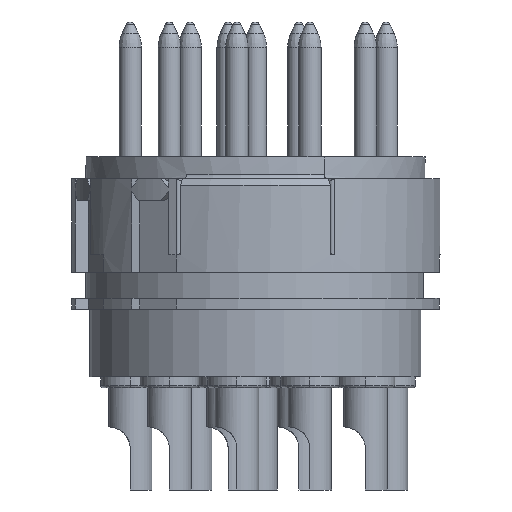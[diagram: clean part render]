
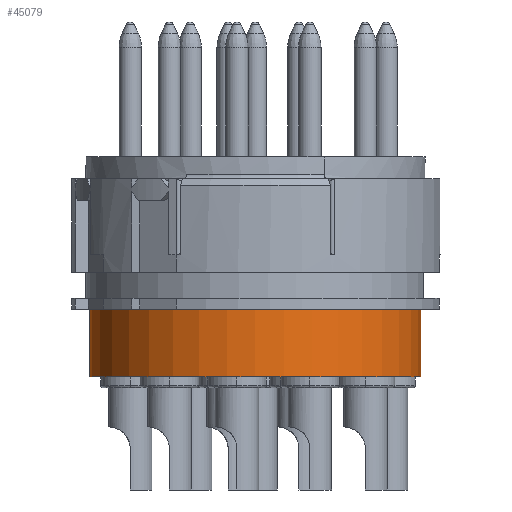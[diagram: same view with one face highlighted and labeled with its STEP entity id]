
A CAD part, left-side view. The second image highlights one B-rep face of the part: STEP entity #45079.
In plain terms, the highlighted cylindrical face has radius 7.6 mm (diameter 15.2 mm), a partial arc.
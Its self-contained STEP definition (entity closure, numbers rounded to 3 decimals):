
#10527=CARTESIAN_POINT('',(0.,0.,-2.5));
#10528=DIRECTION('',(0.,0.,-1.));
#10529=DIRECTION('',(0.,-1.,0.));
#10530=AXIS2_PLACEMENT_3D('',#10527,#10528,#10529);
#10532=DIRECTION('',(0.,0.,-1.));
#10533=VECTOR('',#10532,3.1);
#10534=CARTESIAN_POINT('',(0.,-7.6,-2.5));
#10535=LINE('',#10534,#10533);
#10536=DIRECTION('',(0.,0.,-1.));
#10537=VECTOR('',#10536,3.1);
#10538=CARTESIAN_POINT('',(0.,7.6,-2.5));
#10539=LINE('',#10538,#10537);
#10545=CARTESIAN_POINT('',(0.,0.,-5.6));
#10546=DIRECTION('',(0.,0.,-1.));
#10547=DIRECTION('',(0.,-1.,0.));
#10548=AXIS2_PLACEMENT_3D('',#10545,#10546,#10547);
#22289=CARTESIAN_POINT('',(0.,-7.6,-2.5));
#22290=CARTESIAN_POINT('',(0.,-7.6,-5.6));
#22291=VERTEX_POINT('',#22289);
#22292=VERTEX_POINT('',#22290);
#22293=CARTESIAN_POINT('',(0.,7.6,-2.5));
#22294=CARTESIAN_POINT('',(0.,7.6,-5.6));
#22295=VERTEX_POINT('',#22293);
#22296=VERTEX_POINT('',#22294);
#45065=CARTESIAN_POINT('',(0.,0.,-6.08));
#45066=DIRECTION('',(0.,0.,1.));
#45067=DIRECTION('',(0.,1.,0.));
#45068=AXIS2_PLACEMENT_3D('',#45065,#45066,#45067);
#45069=CYLINDRICAL_SURFACE('',#45068,7.6);
#45070=ORIENTED_EDGE('',*,*,#29334,.F.);
#45072=ORIENTED_EDGE('',*,*,#45071,.T.);
#45074=ORIENTED_EDGE('',*,*,#45073,.T.);
#45076=ORIENTED_EDGE('',*,*,#45075,.F.);
#45077=EDGE_LOOP('',(#45070,#45072,#45074,#45076));
#45078=FACE_OUTER_BOUND('',#45077,.F.);
#10531=CIRCLE('',#10530,7.6);
#10549=CIRCLE('',#10548,7.6);
#29334=EDGE_CURVE('',#22291,#22295,#10531,.T.);
#45071=EDGE_CURVE('',#22291,#22292,#10535,.T.);
#45073=EDGE_CURVE('',#22292,#22296,#10549,.T.);
#45075=EDGE_CURVE('',#22295,#22296,#10539,.T.);
#45079=ADVANCED_FACE('',(#45078),#45069,.T.);
